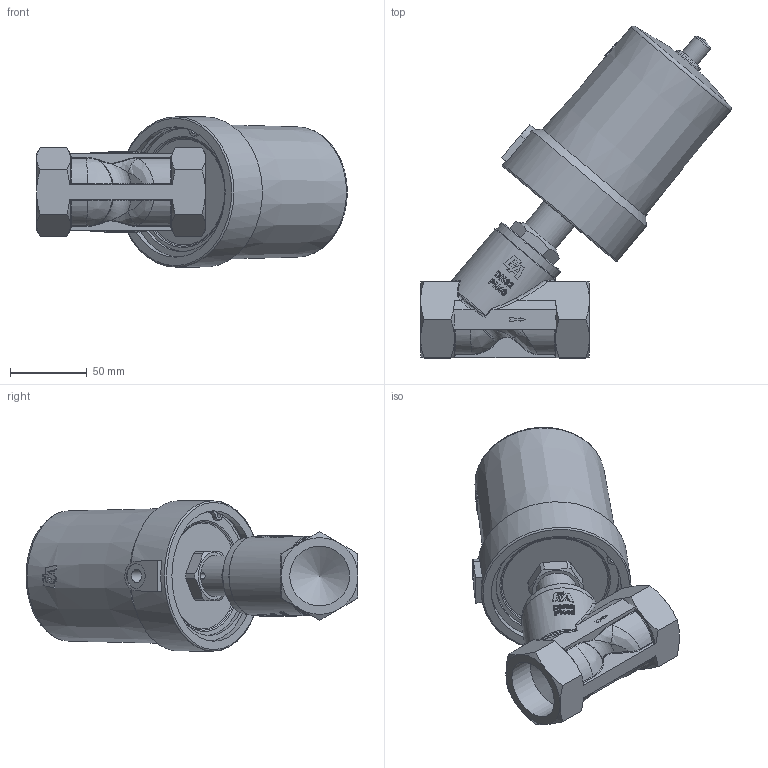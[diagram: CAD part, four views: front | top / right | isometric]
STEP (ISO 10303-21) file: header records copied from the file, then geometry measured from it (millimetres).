
FILE_DESCRIPTION(/* description */ ('DG2D3122032'),/* implementation_level */ '2;1');
FILE_NAME(/* name */ 'DG2D3122032_OS.stp',/* time_stamp */ '2022-01-27T11:38:53+01:00',/* author */ ('hois'),/* organization */ (''),/* preprocessor_version */ 'ST-DEVELOPER v18.1',/* originating_system */ 'Autodesk Inventor 2020',/* authorisation */ '');
FILE_SCHEMA (('AUTOMOTIVE_DESIGN { 1 0 10303 214 3 1 1 }'));
Length unit declared in the file: millimetre
Products named in the file (7): DG2D3122032; GGS0032.22.0013-K-GM; ETG0032.13.0023; DER0850.06.0099; DIN0472-88x3; SZY0800.24.0082; VST1415.08.0013
Assembly tree (6 placements, depth 2):
  DG2D3122032
    GGS0032.22.0013-K-GM
    ETG0032.13.0023
    DER0850.06.0099
    DIN0472-88x3
    SZY0800.24.0082
    VST1415.08.0013
Bounding box: 202.54 x 216.37 x 98 mm (x, y, z)
Volume: 491176.1 mm3; surface area: 146836.6 mm2
Topology: 6 solids, 6 shells, 664 faces, 1796 edges, 1191 vertices
Faces by surface type: plane 289, bspline 181, cylinder 124, cone 42, torus 19, sphere 9
Full cylindrical faces by diameter (mm): 1.5 x1, 3.5 x2, 4 x1, 8.376 x1, 8.7 x1, 11 x1, 12 x2, 12.376 x1, 13 x1, 14 x2, 16 x1, 20 x1, 23.5 x1, 24.5 x1, 26 x2, 38.952 x3, 42.8 x1, 50 x1, 51.5 x1, 80 x1, 82 x1, 85 x3, 88.5 x1, 98 x1
Entity records: 26580 total; most frequent: CARTESIAN_POINT 10561, ORIENTED_EDGE 3570, DIRECTION 2896, EDGE_CURVE 1785, VERTEX_POINT 1191, AXIS2_PLACEMENT_3D 1099, EDGE_LOOP 738, LINE 698
